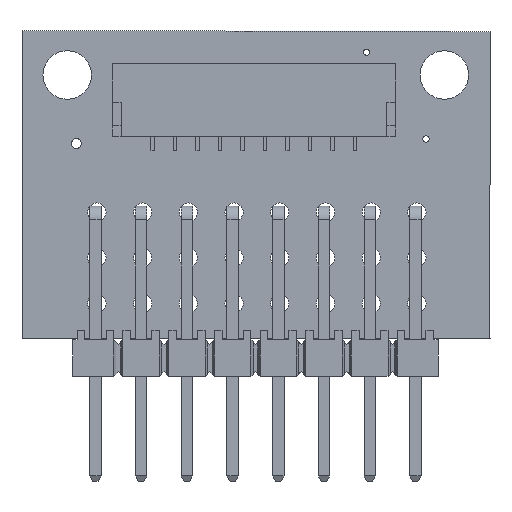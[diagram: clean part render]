
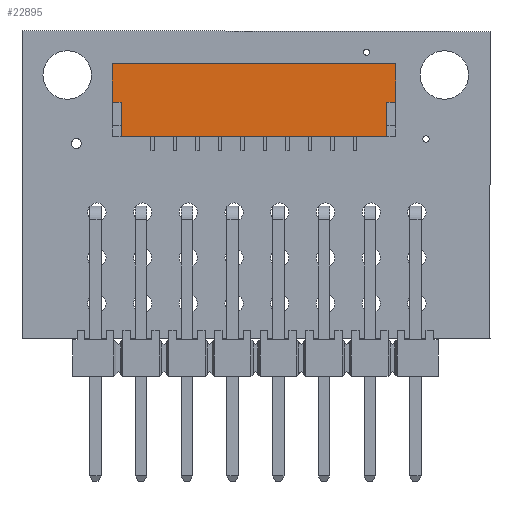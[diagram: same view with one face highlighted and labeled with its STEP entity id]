
A CAD part, front view. The second image highlights one B-rep face of the part: STEP entity #22895.
In plain terms, the highlighted face is planar.
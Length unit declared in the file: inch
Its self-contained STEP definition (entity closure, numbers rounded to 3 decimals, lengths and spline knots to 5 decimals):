
#1364=PLANE('',#24210);
#2519=FACE_OUTER_BOUND('',#3784,.T.);
#3784=EDGE_LOOP('',(#16964,#16965,#16966,#16967,#16968,#16969,#16970,#16971));
#5034=LINE('',#31402,#8057);
#5136=LINE('',#31606,#8159);
#5304=LINE('',#31929,#8327);
#5305=LINE('',#31932,#8328);
#5306=LINE('',#31934,#8329);
#5307=LINE('',#31936,#8330);
#5308=LINE('',#31937,#8331);
#5309=LINE('',#31938,#8332);
#8057=VECTOR('',#25666,39.37008);
#8159=VECTOR('',#25792,39.37008);
#8327=VECTOR('',#26052,39.37008);
#8328=VECTOR('',#26055,39.37008);
#8329=VECTOR('',#26056,39.37008);
#8330=VECTOR('',#26057,39.37008);
#8331=VECTOR('',#26058,39.37008);
#8332=VECTOR('',#26059,39.37008);
#11259=VERTEX_POINT('',#31399);
#11260=VERTEX_POINT('',#31401);
#11348=VERTEX_POINT('',#31602);
#11350=VERTEX_POINT('',#31605);
#11459=VERTEX_POINT('',#31927);
#11460=VERTEX_POINT('',#31931);
#11461=VERTEX_POINT('',#31933);
#11462=VERTEX_POINT('',#31935);
#13296=EDGE_CURVE('',#11259,#11260,#5034,.T.);
#13398=EDGE_CURVE('',#11350,#11348,#5136,.T.);
#13566=EDGE_CURVE('',#11348,#11459,#5304,.T.);
#13567=EDGE_CURVE('',#11260,#11460,#5305,.T.);
#13568=EDGE_CURVE('',#11461,#11259,#5306,.T.);
#13569=EDGE_CURVE('',#11462,#11461,#5307,.T.);
#13570=EDGE_CURVE('',#11350,#11462,#5308,.T.);
#13571=EDGE_CURVE('',#11460,#11459,#5309,.T.);
#16964=ORIENTED_EDGE('',*,*,#13567,.F.);
#16965=ORIENTED_EDGE('',*,*,#13296,.F.);
#16966=ORIENTED_EDGE('',*,*,#13568,.F.);
#16967=ORIENTED_EDGE('',*,*,#13569,.F.);
#16968=ORIENTED_EDGE('',*,*,#13570,.F.);
#16969=ORIENTED_EDGE('',*,*,#13398,.T.);
#16970=ORIENTED_EDGE('',*,*,#13566,.T.);
#16971=ORIENTED_EDGE('',*,*,#13571,.F.);
#22895=ADVANCED_FACE('',(#2519),#1364,.F.);
#24210=AXIS2_PLACEMENT_3D('',#31930,#26053,#26054);
#25666=DIRECTION('',(-1.,0.,0.));
#25792=DIRECTION('',(-1.,0.,0.));
#26052=DIRECTION('',(0.,0.,1.));
#26053=DIRECTION('center_axis',(0.,-1.,0.));
#26054=DIRECTION('ref_axis',(0.,0.,-1.));
#26055=DIRECTION('',(0.,0.,-1.));
#26056=DIRECTION('',(0.,0.,1.));
#26057=DIRECTION('',(1.,0.,0.));
#26058=DIRECTION('',(0.,0.,1.));
#26059=DIRECTION('',(1.,0.,0.));
#31399=CARTESIAN_POINT('',(0.31004,0.16732,0.));
#31401=CARTESIAN_POINT('',(-0.31004,0.16732,0.));
#31402=CARTESIAN_POINT('',(0.,0.16732,0.));
#31602=CARTESIAN_POINT('',(-0.29035,0.16732,-0.15945));
#31605=CARTESIAN_POINT('',(0.29035,0.16732,-0.15945));
#31606=CARTESIAN_POINT('',(0.,0.16732,-0.15945));
#31927=CARTESIAN_POINT('',(-0.29035,0.16732,-0.08465));
#31929=CARTESIAN_POINT('',(-0.29035,0.16732,-0.12205));
#31930=CARTESIAN_POINT('Origin',(-0.31004,0.16732,0.));
#31931=CARTESIAN_POINT('',(-0.31004,0.16732,-0.08465));
#31932=CARTESIAN_POINT('',(-0.31004,0.16732,-0.07972));
#31933=CARTESIAN_POINT('',(0.31004,0.16732,-0.08465));
#31934=CARTESIAN_POINT('',(0.31004,0.16732,-0.07972));
#31935=CARTESIAN_POINT('',(0.29035,0.16732,-0.08465));
#31936=CARTESIAN_POINT('',(0.,0.16732,-0.08465));
#31937=CARTESIAN_POINT('',(0.29035,0.16732,-0.07972));
#31938=CARTESIAN_POINT('',(0.,0.16732,-0.08465));
